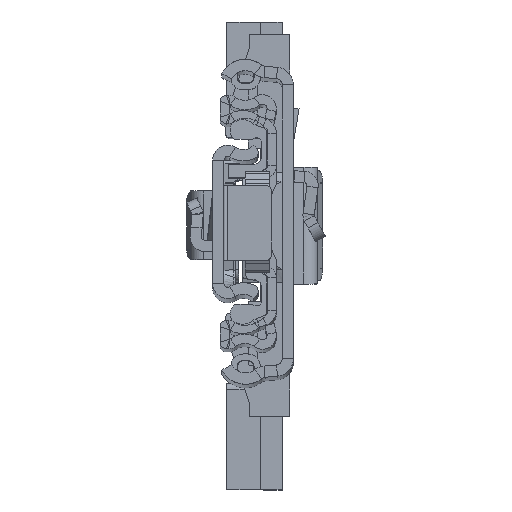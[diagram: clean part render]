
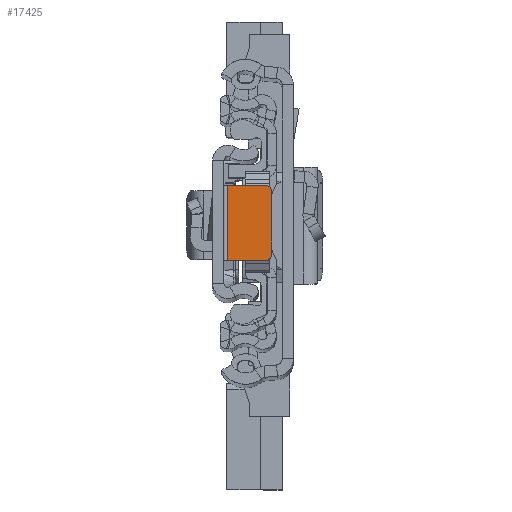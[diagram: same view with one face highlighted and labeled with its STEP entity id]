
A CAD part, top view. The second image highlights one B-rep face of the part: STEP entity #17425.
In plain terms, the highlighted planar face has unit normal (0, 0, 1).
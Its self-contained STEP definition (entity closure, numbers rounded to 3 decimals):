
#2679 = AXIS2_PLACEMENT_3D ( 'NONE', #13982, #14177, #4890 ) ;
#4000 = CIRCLE ( 'NONE', #9659, 1. ) ;
#4023 = CARTESIAN_POINT ( 'NONE',  ( -8.4, -5.849, -6.8 ) ) ;
#4890 = DIRECTION ( 'NONE',  ( 1., 0., 0. ) ) ;
#5957 = LINE ( 'NONE', #11854, #28890 ) ;
#7979 = ORIENTED_EDGE ( 'NONE', *, *, #28762, .F. ) ;
#8639 = FACE_OUTER_BOUND ( 'NONE', #30298, .T. ) ;
#9123 = DIRECTION ( 'NONE',  ( -1., 0., 0. ) ) ;
#9187 = EDGE_CURVE ( 'NONE', #31736, #12091, #30459, .T. ) ;
#9581 = ORIENTED_EDGE ( 'NONE', *, *, #15557, .T. ) ;
#9659 = AXIS2_PLACEMENT_3D ( 'NONE', #32316, #14533, #29712 ) ;
#9915 = DIRECTION ( 'NONE',  ( 0., -1., 0. ) ) ;
#9976 = DIRECTION ( 'NONE',  ( 0., 0., 1. ) ) ;
#11010 = VERTEX_POINT ( 'NONE', #22963 ) ;
#11854 = CARTESIAN_POINT ( 'NONE',  ( -9.4, -5.849, -6.8 ) ) ;
#12091 = VERTEX_POINT ( 'NONE', #21366 ) ;
#12760 = ORIENTED_EDGE ( 'NONE', *, *, #35104, .T. ) ;
#12849 = AXIS2_PLACEMENT_3D ( 'NONE', #37040, #9976, #22080 ) ;
#13296 = CARTESIAN_POINT ( 'NONE',  ( -9.4, 5.151, -6.8 ) ) ;
#13387 = CARTESIAN_POINT ( 'NONE',  ( -8.4, 6.151, -6.8 ) ) ;
#13465 = LINE ( 'NONE', #36974, #32495 ) ;
#13982 = CARTESIAN_POINT ( 'NONE',  ( 0., 0., -6.8 ) ) ;
#14177 = DIRECTION ( 'NONE',  ( 0., 0., 1. ) ) ;
#14533 = DIRECTION ( 'NONE',  ( 0., 0., 1. ) ) ;
#14575 = LINE ( 'NONE', #30141, #24379 ) ;
#14797 = VERTEX_POINT ( 'NONE', #25879 ) ;
#15478 = DIRECTION ( 'NONE',  ( 1., 0., 0. ) ) ;
#15557 = EDGE_CURVE ( 'NONE', #31736, #17975, #22385, .T. ) ;
#17425 = ADVANCED_FACE ( 'NONE', ( #8639 ), #32712, .T. ) ;
#17975 = VERTEX_POINT ( 'NONE', #13296 ) ;
#19740 = ORIENTED_EDGE ( 'NONE', *, *, #24384, .F. ) ;
#21366 = CARTESIAN_POINT ( 'NONE',  ( -2.3, 6.151, -6.8 ) ) ;
#22080 = DIRECTION ( 'NONE',  ( 1., 0., 0. ) ) ;
#22385 = CIRCLE ( 'NONE', #12849, 1. ) ;
#22963 = CARTESIAN_POINT ( 'NONE',  ( -9.4, -4.849, -6.8 ) ) ;
#24379 = VECTOR ( 'NONE', #26622, 1000. ) ;
#24384 = EDGE_CURVE ( 'NONE', #12091, #14797, #13465, .T. ) ;
#25060 = EDGE_CURVE ( 'NONE', #11010, #17975, #14575, .T. ) ;
#25879 = CARTESIAN_POINT ( 'NONE',  ( -2.3, -5.849, -6.8 ) ) ;
#26622 = DIRECTION ( 'NONE',  ( 0., 1., 0. ) ) ;
#28054 = VECTOR ( 'NONE', #15478, 1000. ) ;
#28762 = EDGE_CURVE ( 'NONE', #14797, #36863, #5957, .T. ) ;
#28890 = VECTOR ( 'NONE', #9123, 1000. ) ;
#29712 = DIRECTION ( 'NONE',  ( 1., 0., 0. ) ) ;
#29861 = CARTESIAN_POINT ( 'NONE',  ( -1.8, 6.151, -6.8 ) ) ;
#30141 = CARTESIAN_POINT ( 'NONE',  ( -9.4, 6.151, -6.8 ) ) ;
#30298 = EDGE_LOOP ( 'NONE', ( #32353, #12760, #7979, #19740, #32309, #9581 ) ) ;
#30459 = LINE ( 'NONE', #29861, #28054 ) ;
#31736 = VERTEX_POINT ( 'NONE', #13387 ) ;
#32309 = ORIENTED_EDGE ( 'NONE', *, *, #9187, .F. ) ;
#32316 = CARTESIAN_POINT ( 'NONE',  ( -8.4, -4.849, -6.8 ) ) ;
#32353 = ORIENTED_EDGE ( 'NONE', *, *, #25060, .F. ) ;
#32495 = VECTOR ( 'NONE', #9915, 1000. ) ;
#32712 = PLANE ( 'NONE',  #2679 ) ;
#35104 = EDGE_CURVE ( 'NONE', #11010, #36863, #4000, .T. ) ;
#36863 = VERTEX_POINT ( 'NONE', #4023 ) ;
#36974 = CARTESIAN_POINT ( 'NONE',  ( -2.3, 6.151, -6.8 ) ) ;
#37040 = CARTESIAN_POINT ( 'NONE',  ( -8.4, 5.151, -6.8 ) ) ;
